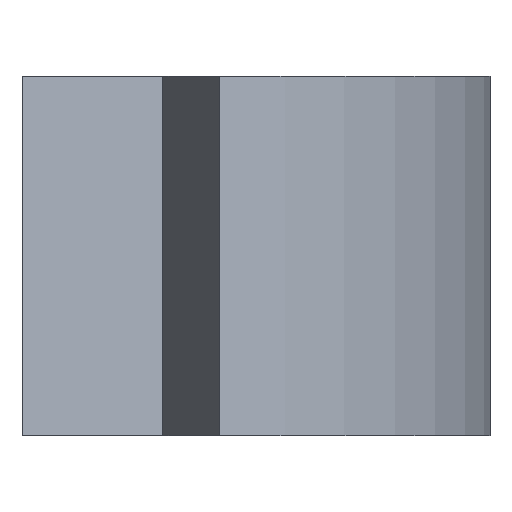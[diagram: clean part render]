
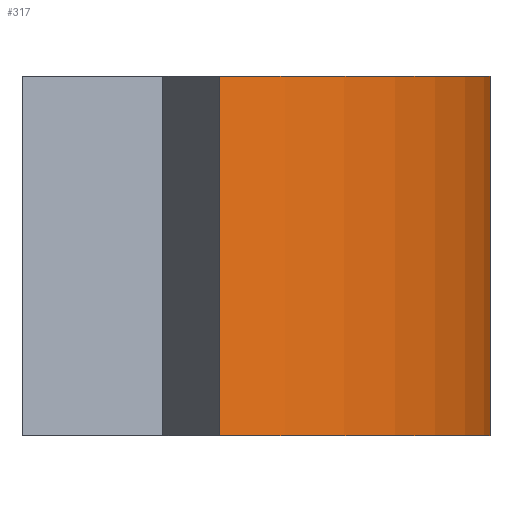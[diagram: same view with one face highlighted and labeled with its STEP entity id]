
A CAD part, left-side view. The second image highlights one B-rep face of the part: STEP entity #317.
In plain terms, the highlighted cylindrical face has radius 15 mm (diameter 30 mm), a partial arc.
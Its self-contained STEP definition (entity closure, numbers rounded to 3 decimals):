
#30=FACE_OUTER_BOUND('',#47,.T.);
#47=EDGE_LOOP('',(#225,#226,#227,#228));
#64=LINE('',#469,#105);
#65=LINE('',#472,#106);
#105=VECTOR('',#384,15.);
#106=VECTOR('',#387,10.);
#146=CIRCLE('',#358,15.);
#147=CIRCLE('',#359,15.);
#150=VERTEX_POINT('',#465);
#151=VERTEX_POINT('',#466);
#152=VERTEX_POINT('',#468);
#153=VERTEX_POINT('',#470);
#180=EDGE_CURVE('',#150,#151,#146,.T.);
#181=EDGE_CURVE('',#151,#152,#64,.T.);
#182=EDGE_CURVE('',#152,#153,#147,.T.);
#183=EDGE_CURVE('',#150,#153,#65,.T.);
#225=ORIENTED_EDGE('',*,*,#180,.T.);
#226=ORIENTED_EDGE('',*,*,#181,.T.);
#227=ORIENTED_EDGE('',*,*,#182,.T.);
#228=ORIENTED_EDGE('',*,*,#183,.F.);
#315=CYLINDRICAL_SURFACE('',#357,15.);
#317=ADVANCED_FACE('',(#30),#315,.T.);
#357=AXIS2_PLACEMENT_3D('',#464,#380,#381);
#358=AXIS2_PLACEMENT_3D('',#467,#382,#383);
#359=AXIS2_PLACEMENT_3D('',#471,#385,#386);
#380=DIRECTION('center_axis',(0.,0.,1.));
#381=DIRECTION('ref_axis',(-0.917,-0.399,0.));
#382=DIRECTION('center_axis',(0.,0.,1.));
#383=DIRECTION('ref_axis',(-0.917,-0.399,0.));
#384=DIRECTION('',(0.,0.,1.));
#385=DIRECTION('center_axis',(0.,0.,-1.));
#386=DIRECTION('ref_axis',(-0.917,-0.399,0.));
#387=DIRECTION('',(0.,0.,1.));
#464=CARTESIAN_POINT('Origin',(17.992,-0.6,12.));
#465=CARTESIAN_POINT('',(4.235,-6.58,0.));
#466=CARTESIAN_POINT('',(17.992,-15.6,0.));
#467=CARTESIAN_POINT('Origin',(17.992,-0.6,0.));
#468=CARTESIAN_POINT('',(17.992,-15.6,12.));
#469=CARTESIAN_POINT('',(17.992,-15.6,12.));
#470=CARTESIAN_POINT('',(4.235,-6.58,12.));
#471=CARTESIAN_POINT('Origin',(17.992,-0.6,12.));
#472=CARTESIAN_POINT('',(4.235,-6.58,12.));
